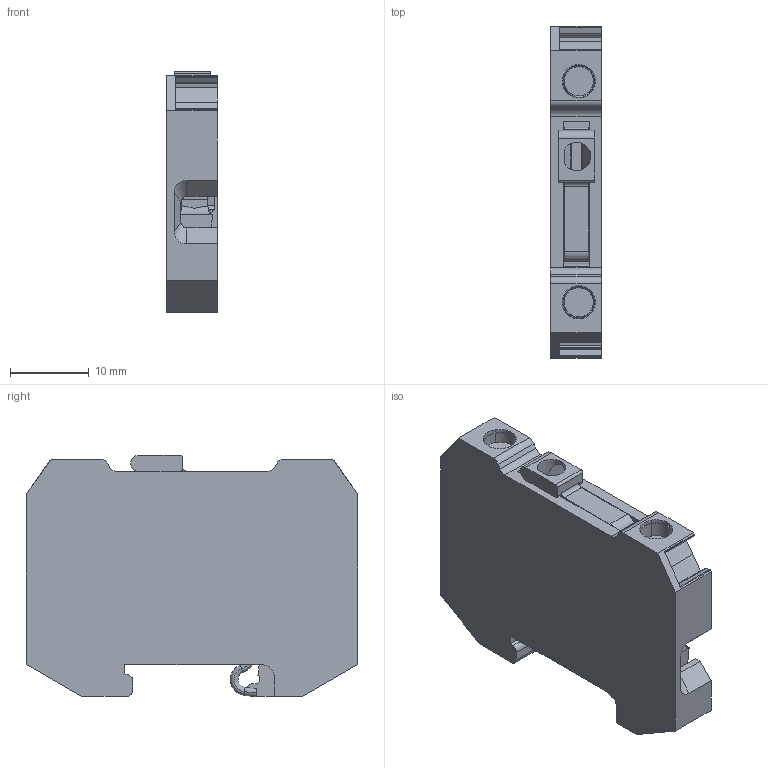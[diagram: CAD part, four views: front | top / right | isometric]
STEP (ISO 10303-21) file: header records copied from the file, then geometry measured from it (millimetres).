
FILE_DESCRIPTION(('CATIA V5 STEP Exchange','CAx-IF Rec.Pracs.--- Model Styling and Organization---1.5--- 2016-08-15','CAx-IF Rec.Pracs.---Supplemental Geometry---1.0---2011-11-01','CAx-IF Rec.Pracs.--- Composite Materials ---1.1---2010-07-15'),'2;1');
FILE_NAME ('001977-2_0', '2025-09-19T07:18:15+00:00', ('none'), ('Weidmueller'), 'CATIA Version 5-6 Release 2024 SP4', 'CATIA V5 STEP AP214 v3', 'none');
FILE_SCHEMA(('AUTOMOTIVE_DESIGN { 1 0 10303 214 1 1 1 1 }'));
Length unit declared in the file: millimetre
Products named in the file (1): SAKR/15_AllCATPart
Bounding box: 6.4 x 42 x 30.55 mm (x, y, z)
Volume: 6213.6 mm3; surface area: 5810.7 mm2
Topology: 9 solids, 14 shells, 376 faces, 1006 edges, 660 vertices
Faces by surface type: plane 236, cylinder 106, cone 16, revolution 8, torus 6, bspline 4
Entity records: 11828 total; most frequent: CARTESIAN_POINT 2988, ORIENTED_EDGE 2004, DIRECTION 1453, EDGE_CURVE 1002, VECTOR 672, LINE 672, VERTEX_POINT 660, AXIS2_PLACEMENT_3D 495
